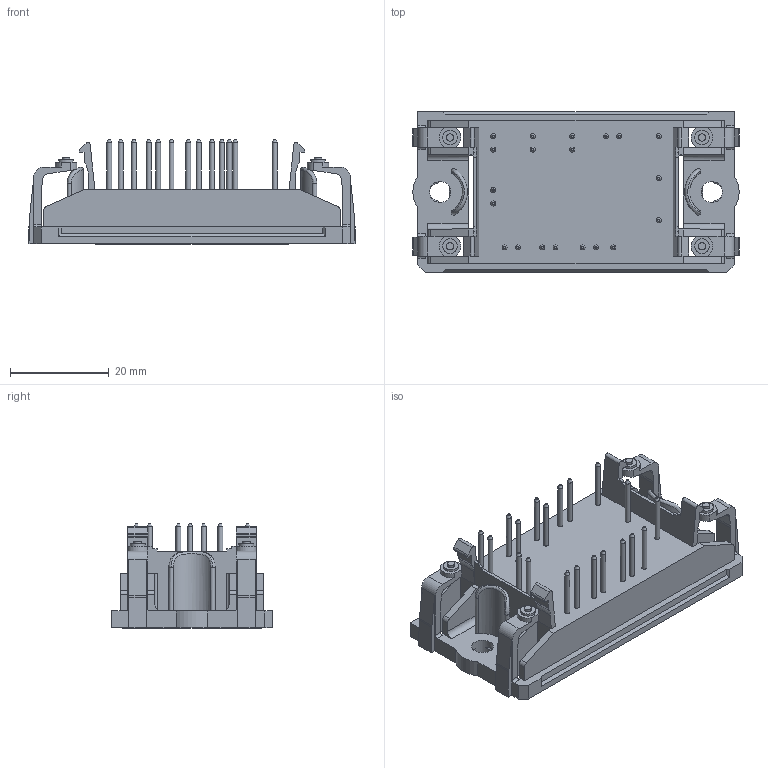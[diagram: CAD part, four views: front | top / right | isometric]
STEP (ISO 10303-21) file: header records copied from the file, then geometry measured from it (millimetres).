
FILE_DESCRIPTION(/* description */ ('Unknown'),/* implementation_level */ '2;1');
FILE_NAME(/* name */ 'Flow0-4C17W-P440(220)-01-OL',/* time_stamp */ '2016-03-11T14:25:27+01:00',/* author */ ('Unknown'),/* organization */ ('Unknown'),/* preprocessor_version */ 'ST-DEVELOPER v16',/* originating_system */ 'DEX',/* authorisation */ $);
FILE_SCHEMA (('AUTOMOTIVE_DESIGN {1 0 10303 214 3 1 1}'));
Length unit declared in the file: millimetre
Products named in the file (1): Flow0-4C17W-P440(220)-01-OL2
Bounding box: 66 x 32.5 x 21.23 mm (x, y, z)
Volume: 17611.8 mm3; surface area: 9734.4 mm2
Topology: 1 solids, 1 shells, 337 faces, 879 edges, 574 vertices
Faces by surface type: plane 209, cylinder 104, cone 20, bspline 4
Full cylindrical faces by diameter (mm): 1 x20, 1.5 x4, 3 x4, 4.3 x2
Entity records: 11334 total; most frequent: CARTESIAN_POINT 3000, DIRECTION 1732, ORIENTED_EDGE 1652, EDGE_CURVE 826, AXIS2_PLACEMENT_3D 582, VERTEX_POINT 572, LINE 568, VECTOR 568
